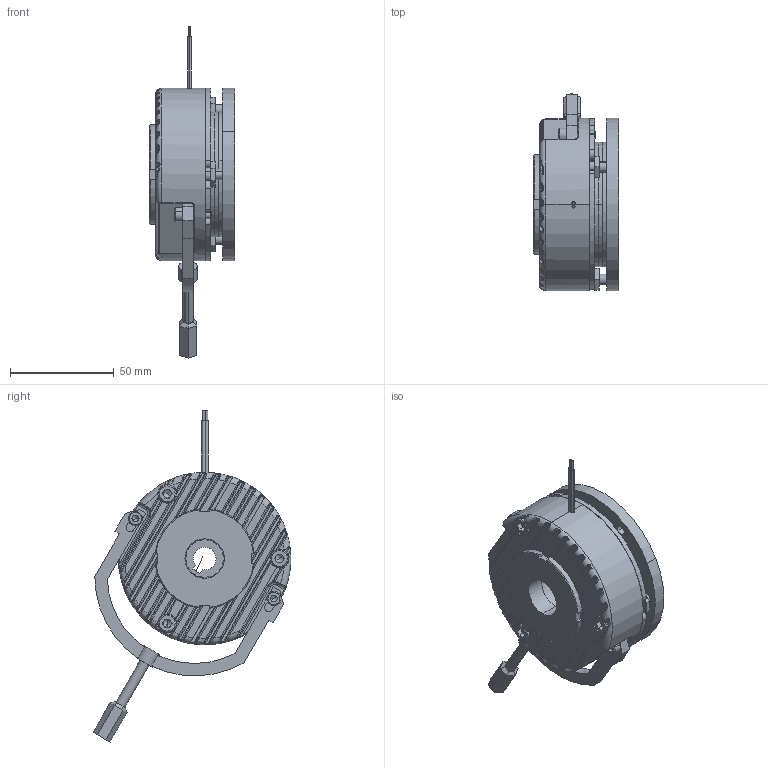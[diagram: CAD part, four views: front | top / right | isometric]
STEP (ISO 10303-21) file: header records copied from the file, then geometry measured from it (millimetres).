
FILE_DESCRIPTION (( 'STEP AP203' ), '1' );
FILE_NAME ('326_MSEB_WebAssy.STEP', '2020-07-16T11:24:09', ( '' ), ( '' ), 'SwSTEP 2.0', 'SolidWorks 2020', '' );
FILE_SCHEMA (( 'CONFIG_CONTROL_DESIGN' ));
Length unit declared in the file: inch
Products named in the file (1): 326_MSEB_WebAssy
Bounding box: 41 x 95.19 x 159.8 mm (x, y, z)
Volume: 148550.7 mm3; surface area: 79511.5 mm2
Topology: 20 solids, 20 shells, 986 faces, 2517 edges, 1579 vertices
Faces by surface type: cylinder 422, plane 303, cone 107, bspline 101, torus 49, sphere 4
Entity records: 35547 total; most frequent: CARTESIAN_POINT 12141, ORIENTED_EDGE 5010, DIRECTION 4846, EDGE_CURVE 2505, AXIS2_PLACEMENT_3D 1959, VERTEX_POINT 1579, CIRCLE 1073, EDGE_LOOP 1068
